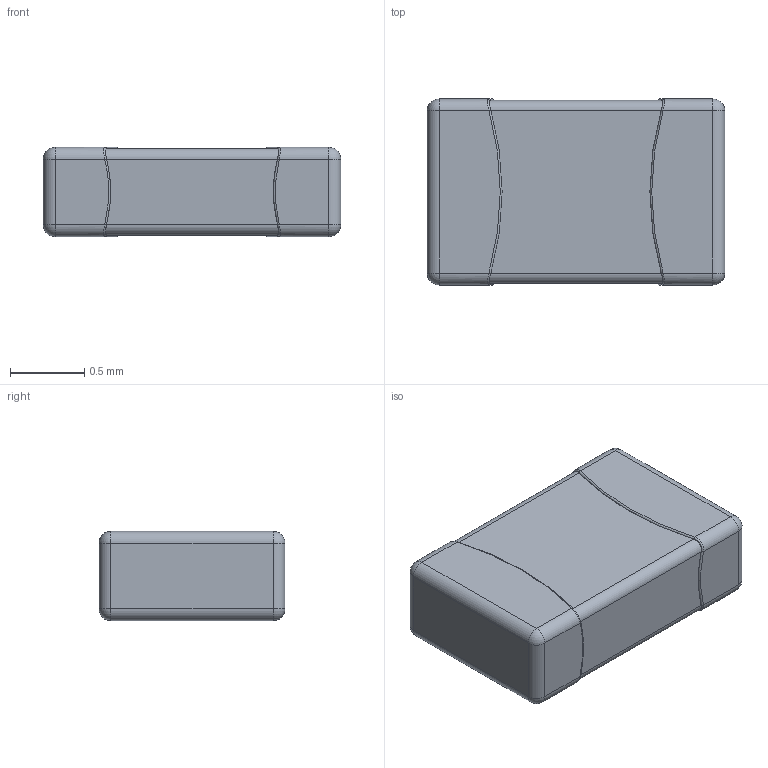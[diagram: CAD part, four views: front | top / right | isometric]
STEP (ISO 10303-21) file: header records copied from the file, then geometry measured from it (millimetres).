
FILE_DESCRIPTION(/* description */ (''),/* implementation_level */ '2;1');
FILE_NAME(/* name */ 'Ceramic_Capacitor_0805_h24mil v6.step',/* time_stamp */ '2022-04-08T01:52:01+03:00',/* author */ (''),/* organization */ (''),/* preprocessor_version */ 'ST-DEVELOPER v19.2',/* originating_system */ 'Autodesk Translation Framework v12.6.0.85',/* authorisation */ '');
FILE_SCHEMA (('AUTOMOTIVE_DESIGN { 1 0 10303 214 3 1 1 }'));
Length unit declared in the file: millimetre
Products named in the file (4): Ceramic_Capacitor_0805_h24mil; Pin1; Pin2; CeramicBody
Assembly tree (3 placements, depth 2):
  Ceramic_Capacitor_0805_h24mil
    Pin1
    Pin2
    CeramicBody
Bounding box: 2 x 1.25 x 0.6 mm (x, y, z)
Volume: 1.4 mm3; surface area: 16.2 mm2
Topology: 3 solids, 3 shells, 82 faces, 190 edges, 108 vertices
Faces by surface type: cylinder 30, plane 26, bspline 18, sphere 8
Entity records: 3304 total; most frequent: CARTESIAN_POINT 1459, ORIENTED_EDGE 364, DIRECTION 356, EDGE_CURVE 182, AXIS2_PLACEMENT_3D 142, VERTEX_POINT 108, EDGE_LOOP 84, FACE_OUTER_BOUND 82
